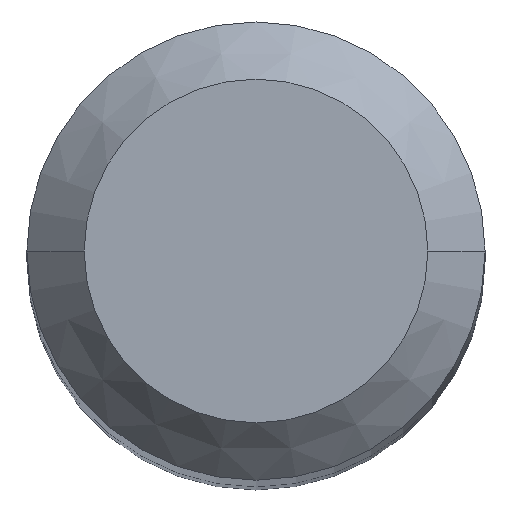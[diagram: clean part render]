
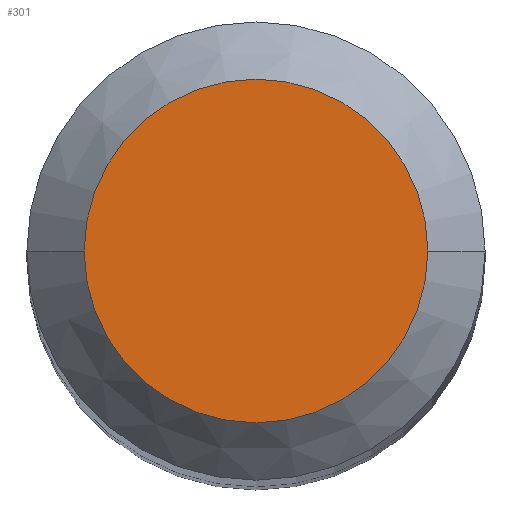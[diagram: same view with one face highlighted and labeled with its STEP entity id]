
A CAD part, top view. The second image highlights one B-rep face of the part: STEP entity #301.
In plain terms, the highlighted planar face has unit normal (0, 0, 1).
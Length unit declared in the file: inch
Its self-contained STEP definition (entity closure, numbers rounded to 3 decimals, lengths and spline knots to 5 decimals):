
#20 = DIRECTION ( 'NONE',  ( 0., 0., 1. ) ) ;
#27 = CARTESIAN_POINT ( 'NONE',  ( -0.09375, 0., 0. ) ) ;
#68 = CIRCLE ( 'NONE', #139, 0.09375 ) ;
#81 = CARTESIAN_POINT ( 'NONE',  ( 0., 0., 0. ) ) ;
#106 = ORIENTED_EDGE ( 'NONE', *, *, #111, .T. ) ;
#111 = EDGE_CURVE ( 'NONE', #192, #144, #68, .T. ) ;
#119 = CARTESIAN_POINT ( 'NONE',  ( 0., 0., 0. ) ) ;
#139 = AXIS2_PLACEMENT_3D ( 'NONE', #81, #20, #387 ) ;
#144 = VERTEX_POINT ( 'NONE', #27 ) ;
#186 = CIRCLE ( 'NONE', #311, 0.09375 ) ;
#192 = VERTEX_POINT ( 'NONE', #317 ) ;
#216 = DIRECTION ( 'NONE',  ( 0., 0., -1. ) ) ;
#244 = DIRECTION ( 'NONE',  ( 1., 0., 0. ) ) ;
#276 = CARTESIAN_POINT ( 'NONE',  ( 0., 0., 0. ) ) ;
#277 = PLANE ( 'NONE',  #375 ) ;
#301 = ADVANCED_FACE ( 'NONE', ( #333 ), #277, .F. ) ;
#305 = DIRECTION ( 'NONE',  ( 0., 0., 1. ) ) ;
#311 = AXIS2_PLACEMENT_3D ( 'NONE', #119, #305, #244 ) ;
#317 = CARTESIAN_POINT ( 'NONE',  ( 0.09375, 0., 0. ) ) ;
#322 = ORIENTED_EDGE ( 'NONE', *, *, #356, .T. ) ;
#333 = FACE_OUTER_BOUND ( 'NONE', #373, .T. ) ;
#356 = EDGE_CURVE ( 'NONE', #144, #192, #186, .T. ) ;
#362 = DIRECTION ( 'NONE',  ( -1., 0., 0. ) ) ;
#373 = EDGE_LOOP ( 'NONE', ( #322, #106 ) ) ;
#375 = AXIS2_PLACEMENT_3D ( 'NONE', #276, #216, #362 ) ;
#387 = DIRECTION ( 'NONE',  ( 1., 0., 0. ) ) ;
